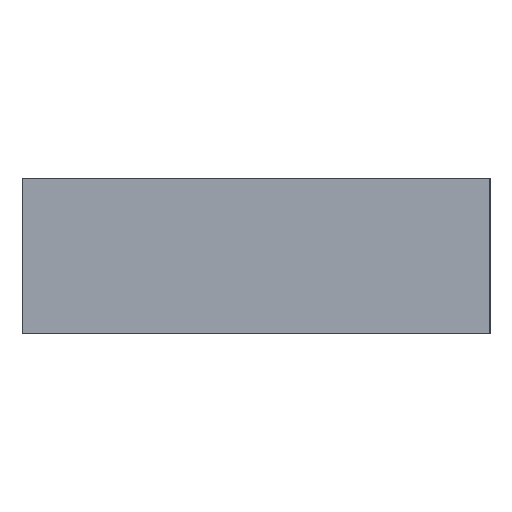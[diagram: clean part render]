
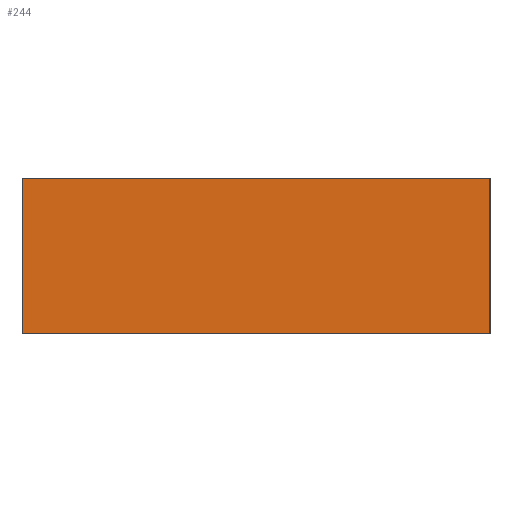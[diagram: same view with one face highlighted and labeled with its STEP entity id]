
A CAD part, left-side view. The second image highlights one B-rep face of the part: STEP entity #244.
In plain terms, the highlighted planar face has unit normal (-1, 0, 0).
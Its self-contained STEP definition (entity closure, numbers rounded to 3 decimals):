
#11 = CARTESIAN_POINT ( 'NONE',  ( 0., 6., 2. ) ) ;
#14 = CARTESIAN_POINT ( 'NONE',  ( 0., 6., 0. ) ) ;
#26 = EDGE_CURVE ( 'NONE', #653, #499, #163, .T. ) ;
#90 = EDGE_CURVE ( 'NONE', #499, #238, #447, .T. ) ;
#99 = EDGE_CURVE ( 'NONE', #653, #726, #441, .T. ) ;
#104 = CARTESIAN_POINT ( 'NONE',  ( 0., 0., 2. ) ) ;
#127 = DIRECTION ( 'NONE',  ( 0., 0., -1. ) ) ;
#131 = CARTESIAN_POINT ( 'NONE',  ( 0., 0., 0. ) ) ;
#136 = DIRECTION ( 'NONE',  ( 1., 0., 0. ) ) ;
#144 = PLANE ( 'NONE',  #281 ) ;
#163 = LINE ( 'NONE', #795, #479 ) ;
#221 = EDGE_LOOP ( 'NONE', ( #523, #525, #530, #532 ) ) ;
#225 = CARTESIAN_POINT ( 'NONE',  ( 0., 0., 2. ) ) ;
#238 = VERTEX_POINT ( 'NONE', #131 ) ;
#244 = ADVANCED_FACE ( 'NONE', ( #381 ), #144, .F. ) ;
#281 = AXIS2_PLACEMENT_3D ( 'NONE', #225, #136, #127 ) ;
#293 = CARTESIAN_POINT ( 'NONE',  ( 0., 6., 2. ) ) ;
#304 = VECTOR ( 'NONE', #482, 1000. ) ;
#306 = LINE ( 'NONE', #495, #304 ) ;
#309 = DIRECTION ( 'NONE',  ( 0., 0., -1. ) ) ;
#361 = DIRECTION ( 'NONE',  ( 0., 0., -1. ) ) ;
#381 = FACE_OUTER_BOUND ( 'NONE', #221, .T. ) ;
#431 = CARTESIAN_POINT ( 'NONE',  ( 0., 0., 2. ) ) ;
#438 = VECTOR ( 'NONE', #361, 1000. ) ;
#440 = VECTOR ( 'NONE', #309, 1000. ) ;
#441 = LINE ( 'NONE', #293, #438 ) ;
#447 = LINE ( 'NONE', #431, #440 ) ;
#479 = VECTOR ( 'NONE', #757, 1000. ) ;
#482 = DIRECTION ( 'NONE',  ( 0., -1., 0. ) ) ;
#495 = CARTESIAN_POINT ( 'NONE',  ( 0., 0., 0. ) ) ;
#499 = VERTEX_POINT ( 'NONE', #104 ) ;
#523 = ORIENTED_EDGE ( 'NONE', *, *, #806, .T. ) ;
#525 = ORIENTED_EDGE ( 'NONE', *, *, #90, .F. ) ;
#530 = ORIENTED_EDGE ( 'NONE', *, *, #26, .F. ) ;
#532 = ORIENTED_EDGE ( 'NONE', *, *, #99, .T. ) ;
#653 = VERTEX_POINT ( 'NONE', #11 ) ;
#726 = VERTEX_POINT ( 'NONE', #14 ) ;
#757 = DIRECTION ( 'NONE',  ( 0., -1., 0. ) ) ;
#795 = CARTESIAN_POINT ( 'NONE',  ( 0., 0., 2. ) ) ;
#806 = EDGE_CURVE ( 'NONE', #726, #238, #306, .T. ) ;
